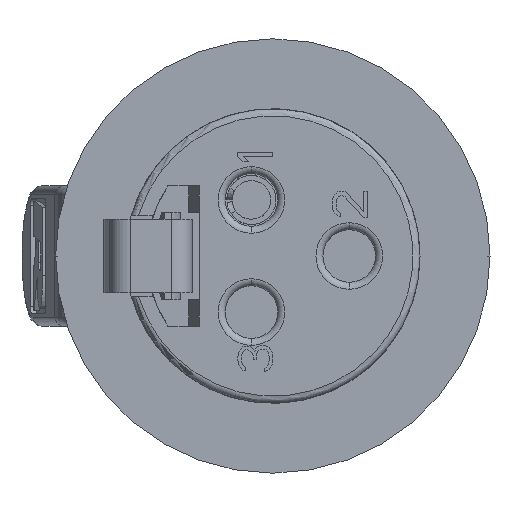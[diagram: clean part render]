
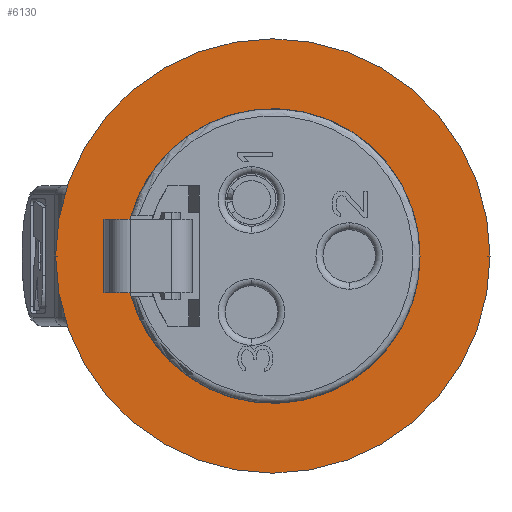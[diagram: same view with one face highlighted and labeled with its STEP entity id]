
A CAD part, left-side view. The second image highlights one B-rep face of the part: STEP entity #6130.
In plain terms, the highlighted planar face has unit normal (-1, 0, 0).
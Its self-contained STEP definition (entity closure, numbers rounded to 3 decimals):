
#1291=CARTESIAN_POINT('',(-2.466,0.,0.));
#1292=DIRECTION('',(1.,0.,0.));
#1293=DIRECTION('',(0.,-1.,0.));
#1294=AXIS2_PLACEMENT_3D('',#1291,#1292,#1293);
#1300=CARTESIAN_POINT('',(-2.466,0.,0.));
#1301=DIRECTION('',(-1.,0.,0.));
#1302=DIRECTION('',(0.,-1.,0.));
#1303=AXIS2_PLACEMENT_3D('',#1300,#1301,#1302);
#1309=CARTESIAN_POINT('',(-2.466,0.,0.));
#1310=DIRECTION('',(1.,0.,0.));
#1311=DIRECTION('',(0.,0.855,0.518));
#1312=AXIS2_PLACEMENT_3D('',#1309,#1310,#1311);
#1318=CARTESIAN_POINT('',(-2.466,0.,0.));
#1319=DIRECTION('',(1.,0.,0.));
#1320=DIRECTION('',(0.,-1.,0.));
#1321=AXIS2_PLACEMENT_3D('',#1318,#1319,#1320);
#1343=DIRECTION('',(0.,-1.,0.));
#1344=VECTOR('',#1343,0.289);
#1345=CARTESIAN_POINT('',(-2.466,3.593,-2.175));
#1346=LINE('',#1345,#1344);
#1347=CARTESIAN_POINT('',(-2.466,0.,0.));
#1348=DIRECTION('',(1.,0.,0.));
#1349=DIRECTION('',(0.,0.835,-0.55));
#1350=AXIS2_PLACEMENT_3D('',#1347,#1348,#1349);
#1357=DIRECTION('',(0.,-1.,0.));
#1358=VECTOR('',#1357,0.289);
#1359=CARTESIAN_POINT('',(-2.466,3.593,2.175));
#1360=LINE('',#1359,#1358);
#3082=DIRECTION('',(0.,0.,-1.));
#3083=VECTOR('',#3082,2.1);
#3084=CARTESIAN_POINT('',(-2.466,4.693,1.05));
#3085=LINE('',#3084,#3083);
#3086=DIRECTION('',(0.,-1.,0.));
#3087=VECTOR('',#3086,0.304);
#3088=CARTESIAN_POINT('',(-2.466,4.693,1.05));
#3089=LINE('',#3088,#3087);
#3100=DIRECTION('',(0.,0.,-1.));
#3101=VECTOR('',#3100,2.1);
#3102=CARTESIAN_POINT('',(-2.466,4.389,1.05));
#3103=LINE('',#3102,#3101);
#3104=DIRECTION('',(0.,-1.,0.));
#3105=VECTOR('',#3104,0.304);
#3106=CARTESIAN_POINT('',(-2.466,4.693,-1.05));
#3107=LINE('',#3106,#3105);
#4169=CARTESIAN_POINT('',(-2.466,-6.196,0.));
#4171=VERTEX_POINT('',#4169);
#4177=CARTESIAN_POINT('',(-2.466,6.196,0.));
#4179=VERTEX_POINT('',#4177);
#4185=CARTESIAN_POINT('',(-2.466,3.593,2.175));
#4186=CARTESIAN_POINT('',(-2.466,-4.2,0.));
#4187=VERTEX_POINT('',#4185);
#4188=VERTEX_POINT('',#4186);
#4193=CARTESIAN_POINT('',(-2.466,3.593,-2.175));
#4194=VERTEX_POINT('',#4193);
#4195=CARTESIAN_POINT('',(-2.466,3.304,2.175));
#4196=VERTEX_POINT('',#4195);
#4200=CARTESIAN_POINT('',(-2.466,3.304,-2.175));
#4202=VERTEX_POINT('',#4200);
#4329=CARTESIAN_POINT('',(-2.466,4.389,1.05));
#4330=CARTESIAN_POINT('',(-2.466,4.389,-1.05));
#4331=VERTEX_POINT('',#4329);
#4332=VERTEX_POINT('',#4330);
#4333=CARTESIAN_POINT('',(-2.466,4.693,1.05));
#4334=CARTESIAN_POINT('',(-2.466,4.693,-1.05));
#4335=VERTEX_POINT('',#4333);
#4336=VERTEX_POINT('',#4334);
#6099=CARTESIAN_POINT('',(-2.466,0.,0.));
#6100=DIRECTION('',(1.,0.,0.));
#6101=DIRECTION('',(0.,-1.,0.));
#6102=AXIS2_PLACEMENT_3D('',#6099,#6100,#6101);
#6103=PLANE('',#6102);
#6104=ORIENTED_EDGE('',*,*,#6081,.T.);
#6105=ORIENTED_EDGE('',*,*,#6092,.F.);
#6106=EDGE_LOOP('',(#6104,#6105));
#6107=FACE_OUTER_BOUND('',#6106,.F.);
#6109=ORIENTED_EDGE('',*,*,#6108,.F.);
#6111=ORIENTED_EDGE('',*,*,#6110,.T.);
#6113=ORIENTED_EDGE('',*,*,#6112,.F.);
#6115=ORIENTED_EDGE('',*,*,#6114,.F.);
#6117=ORIENTED_EDGE('',*,*,#6116,.F.);
#6118=EDGE_LOOP('',(#6109,#6111,#6113,#6115,#6117));
#6119=FACE_BOUND('',#6118,.F.);
#6121=ORIENTED_EDGE('',*,*,#6120,.F.);
#6123=ORIENTED_EDGE('',*,*,#6122,.F.);
#6125=ORIENTED_EDGE('',*,*,#6124,.T.);
#6127=ORIENTED_EDGE('',*,*,#6126,.T.);
#6128=EDGE_LOOP('',(#6121,#6123,#6125,#6127));
#6129=FACE_BOUND('',#6128,.F.);
#1295=CIRCLE('',#1294,6.196);
#1304=CIRCLE('',#1303,6.196);
#1313=CIRCLE('',#1312,4.2);
#1322=CIRCLE('',#1321,4.2);
#1351=CIRCLE('',#1350,3.956);
#6081=EDGE_CURVE('',#4171,#4179,#1295,.T.);
#6092=EDGE_CURVE('',#4171,#4179,#1304,.T.);
#6108=EDGE_CURVE('',#4187,#4188,#1313,.T.);
#6110=EDGE_CURVE('',#4187,#4196,#1360,.T.);
#6112=EDGE_CURVE('',#4202,#4196,#1351,.T.);
#6114=EDGE_CURVE('',#4194,#4202,#1346,.T.);
#6116=EDGE_CURVE('',#4188,#4194,#1322,.T.);
#6120=EDGE_CURVE('',#4331,#4332,#3103,.T.);
#6122=EDGE_CURVE('',#4335,#4331,#3089,.T.);
#6124=EDGE_CURVE('',#4335,#4336,#3085,.T.);
#6126=EDGE_CURVE('',#4336,#4332,#3107,.T.);
#6130=ADVANCED_FACE('',(#6107,#6119,#6129),#6103,.F.);
